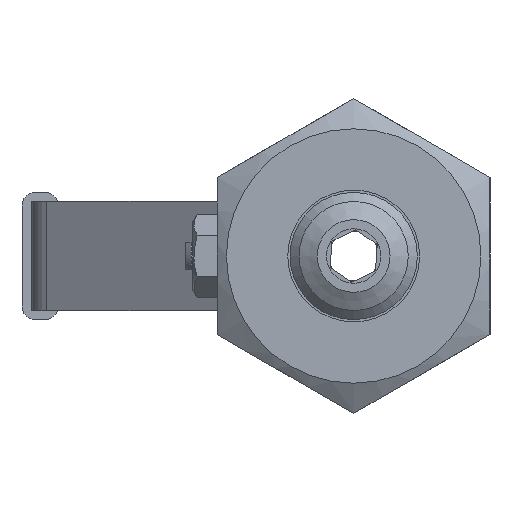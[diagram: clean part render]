
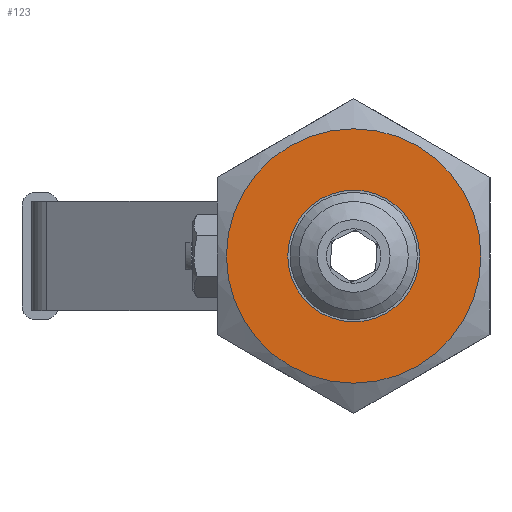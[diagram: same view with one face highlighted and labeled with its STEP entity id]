
A CAD part, left-side view. The second image highlights one B-rep face of the part: STEP entity #123.
In plain terms, the highlighted planar face has unit normal (-1, 0, 0).
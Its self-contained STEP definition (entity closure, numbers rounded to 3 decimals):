
#123=ADVANCED_FACE('',(#5642,#5644),#5646,.T.);
#5642=FACE_BOUND('',#5643,.T.);
#5643=EDGE_LOOP('',(#11719));
#5644=FACE_BOUND('',#5645,.T.);
#5645=EDGE_LOOP('',(#11720));
#5646=PLANE('',#5647);
#5647=AXIS2_PLACEMENT_3D('',#5648,#5649,#5650);
#5648=CARTESIAN_POINT('',(-63.,0.,0.));
#5649=DIRECTION('',(-1.,0.,0.));
#5650=DIRECTION('',(0.,-0.5,0.866));
#11719=ORIENTED_EDGE('',*,*,#15170,.T.);
#11720=ORIENTED_EDGE('',*,*,#15162,.T.);
#15162=EDGE_CURVE('',#16835,#16835,#16836,.T.);
#15170=EDGE_CURVE('',#16851,#16851,#16852,.F.);
#16835=VERTEX_POINT('',#19394);
#16836=CIRCLE('',#19395,7.25);
#16851=VERTEX_POINT('',#19434);
#16852=CIRCLE('',#19435,14.);
#19394=CARTESIAN_POINT('',(-63.,6.279,3.625));
#19395=AXIS2_PLACEMENT_3D('',#19396,#19397,#19398);
#19396=CARTESIAN_POINT('',(-63.,0.,0.));
#19397=DIRECTION('',(1.,0.,0.));
#19398=DIRECTION('',(0.,0.866,0.5));
#19434=CARTESIAN_POINT('',(-63.,12.124,7.));
#19435=AXIS2_PLACEMENT_3D('',#19436,#19437,#19438);
#19436=CARTESIAN_POINT('',(-63.,0.,0.));
#19437=DIRECTION('',(1.,0.,0.));
#19438=DIRECTION('',(0.,0.866,0.5));
